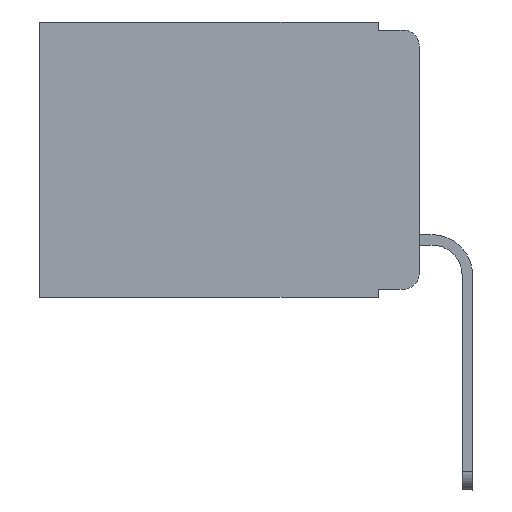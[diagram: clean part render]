
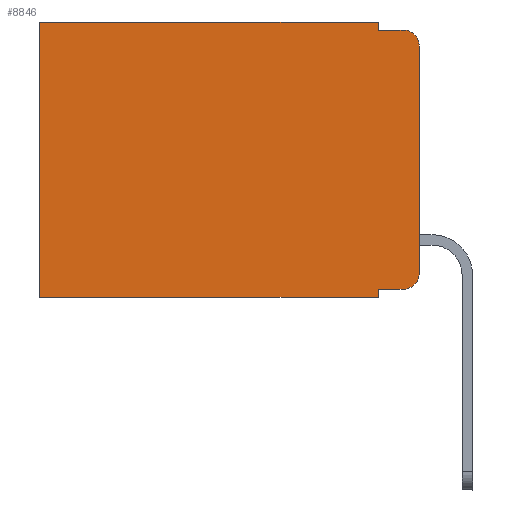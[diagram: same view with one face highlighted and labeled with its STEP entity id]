
A CAD part, left-side view. The second image highlights one B-rep face of the part: STEP entity #8846.
In plain terms, the highlighted planar face has unit normal (-1, 0, 0).
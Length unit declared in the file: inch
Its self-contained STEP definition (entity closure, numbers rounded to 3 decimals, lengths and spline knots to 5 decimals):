
#58 = CIRCLE ( 'NONE', #15787, 0.02 ) ;
#242 = CIRCLE ( 'NONE', #21462, 0.02 ) ;
#291 = DIRECTION ( 'NONE',  ( 0., 0., -1. ) ) ;
#394 = VECTOR ( 'NONE', #21381, 39.37008 ) ;
#574 = CARTESIAN_POINT ( 'NONE',  ( 0.298, 0., -0.313 ) ) ;
#642 = CARTESIAN_POINT ( 'NONE',  ( 0.298, 0.473, -0.343 ) ) ;
#699 = CARTESIAN_POINT ( 'NONE',  ( 0.298, 0., 0. ) ) ;
#1186 = EDGE_LOOP ( 'NONE', ( #11139, #10427, #12071, #19201, #8258, #12192, #15248, #16463, #3533, #8036 ) ) ;
#1282 = CARTESIAN_POINT ( 'NONE',  ( 0.298, 0.02, -0.01 ) ) ;
#1509 = LINE ( 'NONE', #6791, #7031 ) ;
#1722 = EDGE_CURVE ( 'NONE', #19995, #5299, #1509, .T. ) ;
#2015 = CARTESIAN_POINT ( 'NONE',  ( 0.298, 0.051, 0. ) ) ;
#2461 = LINE ( 'NONE', #2015, #13960 ) ;
#2708 = VECTOR ( 'NONE', #6756, 39.37008 ) ;
#2781 = LINE ( 'NONE', #9797, #9373 ) ;
#3215 = CARTESIAN_POINT ( 'NONE',  ( 0.298, 0.02, -0.03 ) ) ;
#3262 = EDGE_CURVE ( 'NONE', #17408, #8392, #58, .T. ) ;
#3533 = ORIENTED_EDGE ( 'NONE', *, *, #19282, .T. ) ;
#3743 = LINE ( 'NONE', #15901, #19480 ) ;
#4416 = DIRECTION ( 'NONE',  ( 0., 0., -1. ) ) ;
#4695 = CARTESIAN_POINT ( 'NONE',  ( 0.298, 0.051, -0.333 ) ) ;
#5299 = VERTEX_POINT ( 'NONE', #1282 ) ;
#5849 = VERTEX_POINT ( 'NONE', #642 ) ;
#6132 = LINE ( 'NONE', #13148, #394 ) ;
#6756 = DIRECTION ( 'NONE',  ( 0., -1., 0. ) ) ;
#6791 = CARTESIAN_POINT ( 'NONE',  ( 0.298, 0.051, -0.01 ) ) ;
#6972 = EDGE_CURVE ( 'NONE', #9179, #5299, #242, .T. ) ;
#7031 = VECTOR ( 'NONE', #10368, 39.37008 ) ;
#7035 = VERTEX_POINT ( 'NONE', #14089 ) ;
#7269 = CARTESIAN_POINT ( 'NONE',  ( 0.298, 0.473, 0. ) ) ;
#7275 = CARTESIAN_POINT ( 'NONE',  ( 0.298, 0., -0.03 ) ) ;
#7944 = EDGE_CURVE ( 'NONE', #7035, #12664, #9090, .T. ) ;
#8036 = ORIENTED_EDGE ( 'NONE', *, *, #3262, .T. ) ;
#8096 = FACE_OUTER_BOUND ( 'NONE', #1186, .T. ) ;
#8258 = ORIENTED_EDGE ( 'NONE', *, *, #7944, .T. ) ;
#8357 = LINE ( 'NONE', #17044, #19744 ) ;
#8392 = VERTEX_POINT ( 'NONE', #574 ) ;
#8491 = DIRECTION ( 'NONE',  ( 0., 0., -1. ) ) ;
#8846 = ADVANCED_FACE ( 'NONE', ( #8096 ), #16898, .F. ) ;
#9090 = LINE ( 'NONE', #699, #13474 ) ;
#9179 = VERTEX_POINT ( 'NONE', #7275 ) ;
#9373 = VECTOR ( 'NONE', #20297, 39.37008 ) ;
#9797 = CARTESIAN_POINT ( 'NONE',  ( 0.298, 0.473, 0. ) ) ;
#10368 = DIRECTION ( 'NONE',  ( 0., -1., 0. ) ) ;
#10427 = ORIENTED_EDGE ( 'NONE', *, *, #6972, .T. ) ;
#10495 = EDGE_CURVE ( 'NONE', #22243, #13817, #2461, .T. ) ;
#10499 = AXIS2_PLACEMENT_3D ( 'NONE', #20343, #11668, #4416 ) ;
#11139 = ORIENTED_EDGE ( 'NONE', *, *, #18027, .F. ) ;
#11668 = DIRECTION ( 'NONE',  ( 1., 0., 0. ) ) ;
#11713 = CARTESIAN_POINT ( 'NONE',  ( 0.298, 0.02, -0.333 ) ) ;
#12071 = ORIENTED_EDGE ( 'NONE', *, *, #1722, .F. ) ;
#12192 = ORIENTED_EDGE ( 'NONE', *, *, #22117, .T. ) ;
#12462 = EDGE_CURVE ( 'NONE', #7035, #19995, #8357, .T. ) ;
#12664 = VERTEX_POINT ( 'NONE', #7269 ) ;
#13148 = CARTESIAN_POINT ( 'NONE',  ( 0.298, 0., -0.343 ) ) ;
#13240 = CARTESIAN_POINT ( 'NONE',  ( 0.298, 0.051, -0.01 ) ) ;
#13474 = VECTOR ( 'NONE', #16281, 39.37008 ) ;
#13817 = VERTEX_POINT ( 'NONE', #22200 ) ;
#13960 = VECTOR ( 'NONE', #291, 39.37008 ) ;
#14089 = CARTESIAN_POINT ( 'NONE',  ( 0.298, 0.051, 0. ) ) ;
#14099 = EDGE_CURVE ( 'NONE', #13817, #5849, #6132, .T. ) ;
#14485 = DIRECTION ( 'NONE',  ( -1., 0., 0. ) ) ;
#15248 = ORIENTED_EDGE ( 'NONE', *, *, #14099, .F. ) ;
#15321 = DIRECTION ( 'NONE',  ( 0., 0., -1. ) ) ;
#15787 = AXIS2_PLACEMENT_3D ( 'NONE', #19371, #14485, #17799 ) ;
#15802 = DIRECTION ( 'NONE',  ( -1., 0., 0. ) ) ;
#15901 = CARTESIAN_POINT ( 'NONE',  ( 0.298, 0., 0. ) ) ;
#16281 = DIRECTION ( 'NONE',  ( 0., 1., 0. ) ) ;
#16463 = ORIENTED_EDGE ( 'NONE', *, *, #10495, .F. ) ;
#16898 = PLANE ( 'NONE',  #10499 ) ;
#17044 = CARTESIAN_POINT ( 'NONE',  ( 0.298, 0.051, 0. ) ) ;
#17393 = DIRECTION ( 'NONE',  ( 0., 0., -1. ) ) ;
#17407 = CARTESIAN_POINT ( 'NONE',  ( 0.298, 0.051, -0.333 ) ) ;
#17408 = VERTEX_POINT ( 'NONE', #11713 ) ;
#17799 = DIRECTION ( 'NONE',  ( 0., 0., -1. ) ) ;
#18027 = EDGE_CURVE ( 'NONE', #9179, #8392, #3743, .T. ) ;
#19201 = ORIENTED_EDGE ( 'NONE', *, *, #12462, .F. ) ;
#19282 = EDGE_CURVE ( 'NONE', #22243, #17408, #22548, .T. ) ;
#19371 = CARTESIAN_POINT ( 'NONE',  ( 0.298, 0.02, -0.313 ) ) ;
#19480 = VECTOR ( 'NONE', #17393, 39.37008 ) ;
#19744 = VECTOR ( 'NONE', #15321, 39.37008 ) ;
#19995 = VERTEX_POINT ( 'NONE', #13240 ) ;
#20297 = DIRECTION ( 'NONE',  ( 0., 0., -1. ) ) ;
#20343 = CARTESIAN_POINT ( 'NONE',  ( 0.298, 0., 0. ) ) ;
#21381 = DIRECTION ( 'NONE',  ( 0., 1., 0. ) ) ;
#21462 = AXIS2_PLACEMENT_3D ( 'NONE', #3215, #15802, #8491 ) ;
#22117 = EDGE_CURVE ( 'NONE', #12664, #5849, #2781, .T. ) ;
#22200 = CARTESIAN_POINT ( 'NONE',  ( 0.298, 0.051, -0.343 ) ) ;
#22243 = VERTEX_POINT ( 'NONE', #17407 ) ;
#22548 = LINE ( 'NONE', #4695, #2708 ) ;
